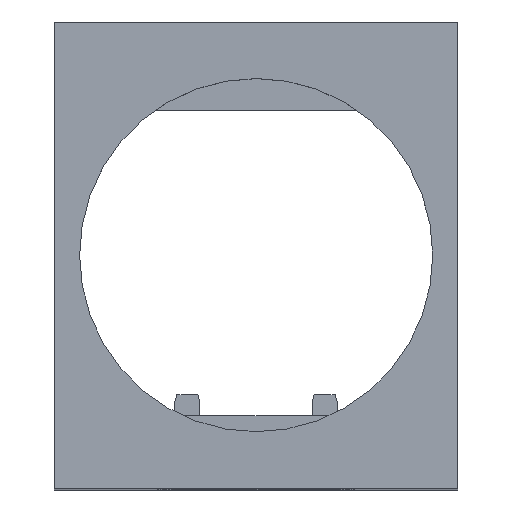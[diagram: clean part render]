
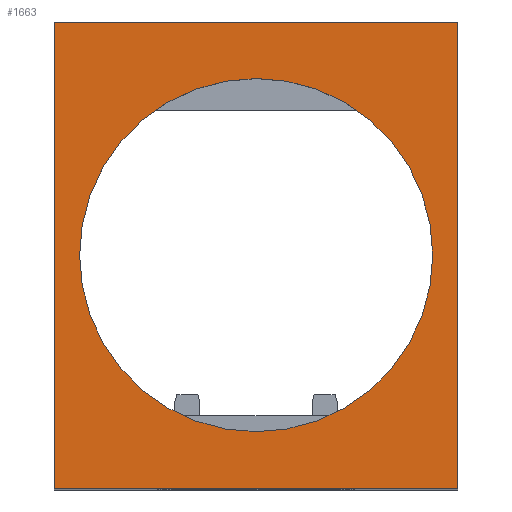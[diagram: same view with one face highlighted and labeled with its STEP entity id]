
A CAD part, top view. The second image highlights one B-rep face of the part: STEP entity #1663.
In plain terms, the highlighted planar face has unit normal (0, 0, 1).
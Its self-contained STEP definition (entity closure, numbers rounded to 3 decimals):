
#1627=AXIS2_PLACEMENT_3D('Plane Axis2P3D',#1624,#1625,#1626) ;
#1647=AXIS2_PLACEMENT_3D('Circle Axis2P3D',#1645,#1646,$) ;
#1656=AXIS2_PLACEMENT_3D('Circle Axis2P3D',#1654,#1655,$) ;
#1208=CARTESIAN_POINT('Vertex',(11.43,0.,29.)) ;
#1211=CARTESIAN_POINT('Line Origine',(5.715,0.,29.)) ;
#1215=CARTESIAN_POINT('Vertex',(0.,0.,29.)) ;
#1432=CARTESIAN_POINT('Vertex',(11.43,13.2,29.)) ;
#1439=CARTESIAN_POINT('Vertex',(0.,13.2,29.)) ;
#1442=CARTESIAN_POINT('Line Origine',(5.715,13.2,29.)) ;
#1624=CARTESIAN_POINT('Axis2P3D Location',(0.,0.,29.)) ;
#1629=CARTESIAN_POINT('Line Origine',(11.43,6.6,29.)) ;
#1634=CARTESIAN_POINT('Line Origine',(0.,6.6,29.)) ;
#1645=CARTESIAN_POINT('Axis2P3D Location',(5.72,6.6,29.)) ;
#1649=CARTESIAN_POINT('Vertex',(0.72,6.6,29.)) ;
#1651=CARTESIAN_POINT('Vertex',(10.72,6.6,29.)) ;
#1654=CARTESIAN_POINT('Axis2P3D Location',(5.72,6.6,29.)) ;
#1212=DIRECTION('Vector Direction',(1.,0.,0.)) ;
#1443=DIRECTION('Vector Direction',(1.,0.,0.)) ;
#1625=DIRECTION('Axis2P3D Direction',(0.,0.,-1.)) ;
#1626=DIRECTION('Axis2P3D XDirection',(0.,1.,0.)) ;
#1630=DIRECTION('Vector Direction',(0.,1.,0.)) ;
#1635=DIRECTION('Vector Direction',(0.,1.,0.)) ;
#1646=DIRECTION('Axis2P3D Direction',(0.,0.,-1.)) ;
#1655=DIRECTION('Axis2P3D Direction',(0.,0.,-1.)) ;
#1213=VECTOR('Line Direction',#1212,1.) ;
#1444=VECTOR('Line Direction',#1443,1.) ;
#1631=VECTOR('Line Direction',#1630,1.) ;
#1636=VECTOR('Line Direction',#1635,1.) ;
#1640=ORIENTED_EDGE('',*,*,#1633,.T.) ;
#1641=ORIENTED_EDGE('',*,*,#1446,.F.) ;
#1642=ORIENTED_EDGE('',*,*,#1638,.F.) ;
#1643=ORIENTED_EDGE('',*,*,#1217,.T.) ;
#1660=ORIENTED_EDGE('',*,*,#1653,.F.) ;
#1661=ORIENTED_EDGE('',*,*,#1658,.F.) ;
#1662=FACE_BOUND('',#1659,.T.) ;
#1663=ADVANCED_FACE('HOUSING',(#1644,#1662),#1628,.F.) ;
#1648=CIRCLE('generated circle',#1647,5.) ;
#1657=CIRCLE('generated circle',#1656,5.) ;
#1217=EDGE_CURVE('',#1216,#1209,#1214,.T.) ;
#1446=EDGE_CURVE('',#1440,#1433,#1445,.T.) ;
#1633=EDGE_CURVE('',#1209,#1433,#1632,.T.) ;
#1638=EDGE_CURVE('',#1216,#1440,#1637,.T.) ;
#1653=EDGE_CURVE('',#1650,#1652,#1648,.F.) ;
#1658=EDGE_CURVE('',#1652,#1650,#1657,.F.) ;
#1639=EDGE_LOOP('',(#1640,#1641,#1642,#1643)) ;
#1659=EDGE_LOOP('',(#1660,#1661)) ;
#1644=FACE_OUTER_BOUND('',#1639,.T.) ;
#1214=LINE('Line',#1211,#1213) ;
#1445=LINE('Line',#1442,#1444) ;
#1632=LINE('Line',#1629,#1631) ;
#1637=LINE('Line',#1634,#1636) ;
#1628=PLANE('',#1627) ;
#1209=VERTEX_POINT('',#1208) ;
#1216=VERTEX_POINT('',#1215) ;
#1433=VERTEX_POINT('',#1432) ;
#1440=VERTEX_POINT('',#1439) ;
#1650=VERTEX_POINT('',#1649) ;
#1652=VERTEX_POINT('',#1651) ;
